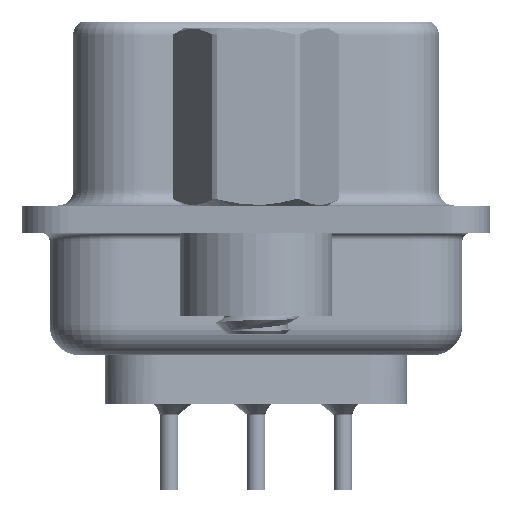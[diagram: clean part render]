
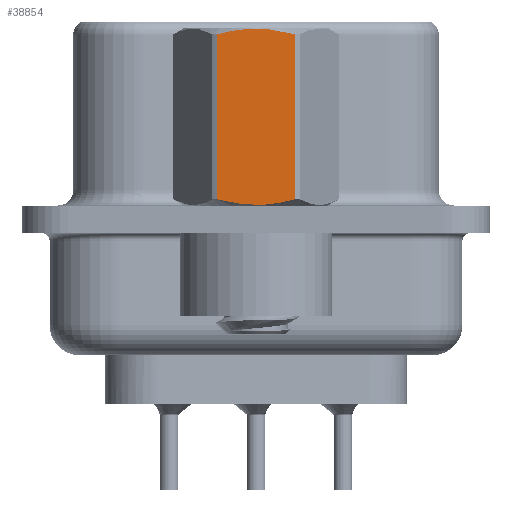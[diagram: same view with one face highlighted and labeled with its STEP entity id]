
A CAD part, left-side view. The second image highlights one B-rep face of the part: STEP entity #38854.
In plain terms, the highlighted planar face has unit normal (-1, 0, 0).
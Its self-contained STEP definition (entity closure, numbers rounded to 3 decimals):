
#129 = PLANE ( 'NONE',  #34008 ) ;
#526 = VECTOR ( 'NONE', #29634, 1000. ) ;
#838 = CARTESIAN_POINT ( 'NONE',  ( -2.381, 1.273, 6.048 ) ) ;
#1430 = CARTESIAN_POINT ( 'NONE',  ( -2.381, 0.215, 0.468 ) ) ;
#1968 = CARTESIAN_POINT ( 'NONE',  ( -2.381, -0.858, 6.15 ) ) ;
#3227 = CARTESIAN_POINT ( 'NONE',  ( -2.381, 1.375, -3.75 ) ) ;
#3726 = CARTESIAN_POINT ( 'NONE',  ( -2.381, -1.273, 3.792 ) ) ;
#4512 = CARTESIAN_POINT ( 'NONE',  ( -2.381, -0.432, 0.485 ) ) ;
#5066 = CARTESIAN_POINT ( 'NONE',  ( -2.381, -0.215, 6.232 ) ) ;
#6690 = VERTEX_POINT ( 'NONE', #24791 ) ;
#7679 = CARTESIAN_POINT ( 'NONE',  ( -2.381, -1.066, 0.596 ) ) ;
#8132 = ORIENTED_EDGE ( 'NONE', *, *, #8179, .T. ) ;
#8179 = EDGE_CURVE ( 'NONE', #22208, #11529, #37534, .T. ) ;
#8236 = CARTESIAN_POINT ( 'NONE',  ( -2.381, 0.428, 6.215 ) ) ;
#8314 = EDGE_CURVE ( 'NONE', #35387, #6690, #24386, .T. ) ;
#11231 = CARTESIAN_POINT ( 'NONE',  ( -2.381, -1.066, 6.104 ) ) ;
#11364 = CARTESIAN_POINT ( 'NONE',  ( -2.381, 1.065, 6.104 ) ) ;
#11529 = VERTEX_POINT ( 'NONE', #39042 ) ;
#12643 = DIRECTION ( 'NONE',  ( -1., 0., 0. ) ) ;
#13784 = CARTESIAN_POINT ( 'NONE',  ( -2.381, 1.273, 0.652 ) ) ;
#15743 = EDGE_CURVE ( 'NONE', #6690, #22208, #18892, .T. ) ;
#16928 = CARTESIAN_POINT ( 'NONE',  ( -2.381, 1.065, 0.596 ) ) ;
#18784 = FACE_OUTER_BOUND ( 'NONE', #23256, .T. ) ;
#18892 = B_SPLINE_CURVE_WITH_KNOTS ( 'NONE', 3,
 ( #13784, #16928, #38695, #20044, #1430, #23173, #4512, #26330, #7679, #29498 ),
 .UNSPECIFIED., .F., .F.,
 ( 4, 2, 2, 2, 4 ),
 ( 0.003, 0.003, 0.004, 0.004, 0.005 ),
 .UNSPECIFIED. ) ;
#19374 = DIRECTION ( 'NONE',  ( 0., 0., 1. ) ) ;
#19445 = EDGE_CURVE ( 'NONE', #11529, #35387, #25027, .T. ) ;
#20004 = VECTOR ( 'NONE', #19374, 1000. ) ;
#20044 = CARTESIAN_POINT ( 'NONE',  ( -2.381, 0.428, 0.485 ) ) ;
#22208 = VERTEX_POINT ( 'NONE', #23031 ) ;
#23031 = CARTESIAN_POINT ( 'NONE',  ( -2.381, -1.273, 0.652 ) ) ;
#23173 = CARTESIAN_POINT ( 'NONE',  ( -2.381, -0.215, 0.468 ) ) ;
#23256 = EDGE_LOOP ( 'NONE', ( #33739, #8132, #38419, #30057 ) ) ;
#23723 = CARTESIAN_POINT ( 'NONE',  ( -2.381, -0.432, 6.215 ) ) ;
#24386 = LINE ( 'NONE', #35452, #526 ) ;
#24791 = CARTESIAN_POINT ( 'NONE',  ( -2.381, 1.273, 0.652 ) ) ;
#25027 = B_SPLINE_CURVE_WITH_KNOTS ( 'NONE', 3,
 ( #39263, #11231, #1968, #23723, #5066, #26873, #8236, #30066, #11364, #33203 ),
 .UNSPECIFIED., .F., .F.,
 ( 4, 2, 2, 2, 4 ),
 ( 0.001, 0.002, 0.002, 0.003, 0.004 ),
 .UNSPECIFIED. ) ;
#26330 = CARTESIAN_POINT ( 'NONE',  ( -2.381, -0.858, 0.55 ) ) ;
#26873 = CARTESIAN_POINT ( 'NONE',  ( -2.381, 0.215, 6.232 ) ) ;
#29498 = CARTESIAN_POINT ( 'NONE',  ( -2.381, -1.273, 0.652 ) ) ;
#29634 = DIRECTION ( 'NONE',  ( 0., 0., -1. ) ) ;
#30057 = ORIENTED_EDGE ( 'NONE', *, *, #8314, .T. ) ;
#30066 = CARTESIAN_POINT ( 'NONE',  ( -2.381, 0.853, 6.151 ) ) ;
#33203 = CARTESIAN_POINT ( 'NONE',  ( -2.381, 1.273, 6.048 ) ) ;
#33739 = ORIENTED_EDGE ( 'NONE', *, *, #15743, .T. ) ;
#34008 = AXIS2_PLACEMENT_3D ( 'NONE', #3227, #12643, #34449 ) ;
#34449 = DIRECTION ( 'NONE',  ( 0., -1., 0. ) ) ;
#35387 = VERTEX_POINT ( 'NONE', #838 ) ;
#35452 = CARTESIAN_POINT ( 'NONE',  ( -2.381, 1.273, 3.792 ) ) ;
#37534 = LINE ( 'NONE', #3726, #20004 ) ;
#38419 = ORIENTED_EDGE ( 'NONE', *, *, #19445, .T. ) ;
#38695 = CARTESIAN_POINT ( 'NONE',  ( -2.381, 0.853, 0.549 ) ) ;
#38854 = ADVANCED_FACE ( 'NONE', ( #18784 ), #129, .T. ) ;
#39042 = CARTESIAN_POINT ( 'NONE',  ( -2.381, -1.273, 6.048 ) ) ;
#39263 = CARTESIAN_POINT ( 'NONE',  ( -2.381, -1.273, 6.048 ) ) ;
